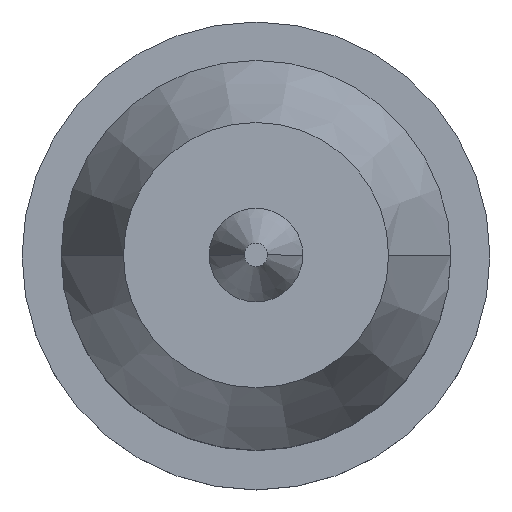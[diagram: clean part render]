
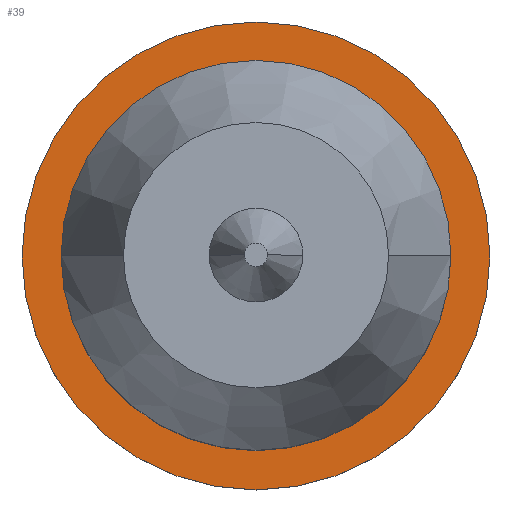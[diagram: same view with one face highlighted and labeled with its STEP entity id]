
A CAD part, top view. The second image highlights one B-rep face of the part: STEP entity #39.
In plain terms, the highlighted planar face has unit normal (0, 0, 1).
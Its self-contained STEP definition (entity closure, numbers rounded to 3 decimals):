
#8 = DIRECTION ( 'NONE',  ( 0., 0., -1. ) ) ;
#29 = CARTESIAN_POINT ( 'NONE',  ( -24., 0., 47. ) ) ;
#39 = ADVANCED_FACE ( 'NONE', ( #1125, #1087 ), #116, .T. ) ;
#86 = CARTESIAN_POINT ( 'NONE',  ( 24., 0., 47. ) ) ;
#104 = EDGE_CURVE ( 'NONE', #705, #867, #558, .T. ) ;
#114 = VERTEX_POINT ( 'NONE', #210 ) ;
#116 = PLANE ( 'NONE',  #1419 ) ;
#199 = EDGE_LOOP ( 'NONE', ( #716, #609 ) ) ;
#210 = CARTESIAN_POINT ( 'NONE',  ( -30., 0., 47. ) ) ;
#258 = DIRECTION ( 'NONE',  ( 0., 0., -1. ) ) ;
#284 = CARTESIAN_POINT ( 'NONE',  ( 0., 0., 47. ) ) ;
#376 = DIRECTION ( 'NONE',  ( -1., 0., 0. ) ) ;
#402 = DIRECTION ( 'NONE',  ( -1., 0., 0. ) ) ;
#406 = EDGE_CURVE ( 'NONE', #758, #114, #529, .T. ) ;
#427 = CARTESIAN_POINT ( 'NONE',  ( 0., 30., 47. ) ) ;
#450 = EDGE_CURVE ( 'NONE', #114, #758, #677, .T. ) ;
#489 = DIRECTION ( 'NONE',  ( -1., 0., 0. ) ) ;
#508 = EDGE_CURVE ( 'NONE', #867, #705, #969, .T. ) ;
#518 = EDGE_LOOP ( 'NONE', ( #854, #534 ) ) ;
#529 = CIRCLE ( 'NONE', #858, 30. ) ;
#534 = ORIENTED_EDGE ( 'NONE', *, *, #104, .T. ) ;
#558 = CIRCLE ( 'NONE', #1325, 24. ) ;
#609 = ORIENTED_EDGE ( 'NONE', *, *, #406, .F. ) ;
#677 = CIRCLE ( 'NONE', #779, 30. ) ;
#691 = DIRECTION ( 'NONE',  ( -1., 0., 0. ) ) ;
#705 = VERTEX_POINT ( 'NONE', #86 ) ;
#716 = ORIENTED_EDGE ( 'NONE', *, *, #450, .F. ) ;
#749 = AXIS2_PLACEMENT_3D ( 'NONE', #1305, #957, #402 ) ;
#758 = VERTEX_POINT ( 'NONE', #1342 ) ;
#779 = AXIS2_PLACEMENT_3D ( 'NONE', #1384, #8, #489 ) ;
#854 = ORIENTED_EDGE ( 'NONE', *, *, #508, .T. ) ;
#858 = AXIS2_PLACEMENT_3D ( 'NONE', #284, #961, #376 ) ;
#867 = VERTEX_POINT ( 'NONE', #29 ) ;
#957 = DIRECTION ( 'NONE',  ( 0., 0., -1. ) ) ;
#961 = DIRECTION ( 'NONE',  ( 0., 0., -1. ) ) ;
#969 = CIRCLE ( 'NONE', #749, 24. ) ;
#1087 = FACE_OUTER_BOUND ( 'NONE', #199, .T. ) ;
#1125 = FACE_BOUND ( 'NONE', #518, .T. ) ;
#1249 = CARTESIAN_POINT ( 'NONE',  ( 0., 0., 47. ) ) ;
#1305 = CARTESIAN_POINT ( 'NONE',  ( 0., 0., 47. ) ) ;
#1325 = AXIS2_PLACEMENT_3D ( 'NONE', #1249, #258, #691 ) ;
#1334 = DIRECTION ( 'NONE',  ( 0., 0., 1. ) ) ;
#1342 = CARTESIAN_POINT ( 'NONE',  ( 30., 0., 47. ) ) ;
#1384 = CARTESIAN_POINT ( 'NONE',  ( 0., 0., 47. ) ) ;
#1413 = DIRECTION ( 'NONE',  ( 1., 0., 0. ) ) ;
#1419 = AXIS2_PLACEMENT_3D ( 'NONE', #427, #1334, #1413 ) ;
